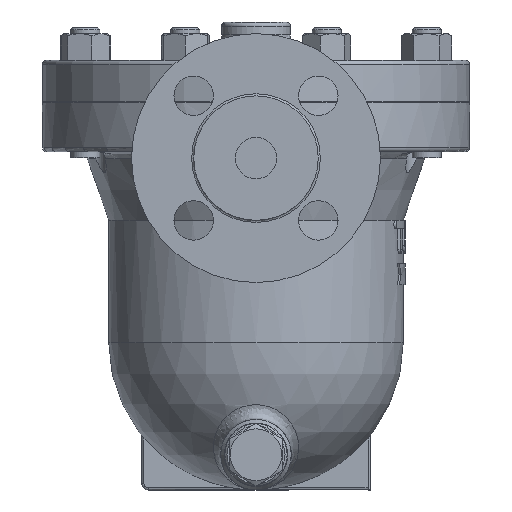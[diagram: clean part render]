
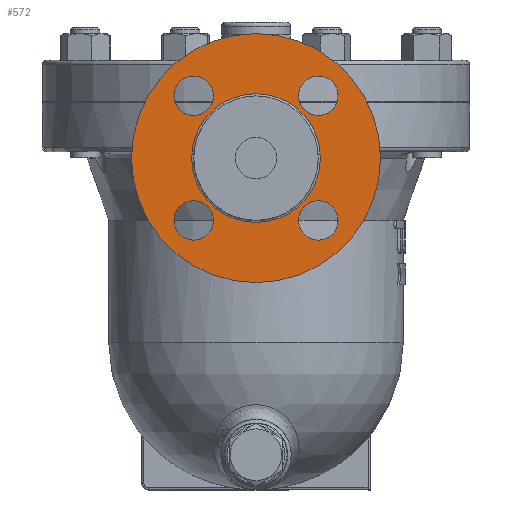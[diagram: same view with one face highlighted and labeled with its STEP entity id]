
A CAD part, left-side view. The second image highlights one B-rep face of the part: STEP entity #572.
In plain terms, the highlighted free-form (B-spline) face has degree [1, 1] with [2, 2] control points.
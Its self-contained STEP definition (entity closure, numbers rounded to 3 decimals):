
#426=CARTESIAN_POINT('',(-161.,0.0,57.));
#427=VERTEX_POINT('',#426);
#428=CARTESIAN_POINT('',(-161.,0.0,-3.));
#429=DIRECTION('',(-1.0,0.0,0.0));
#430=DIRECTION('',(0.0,0.0,1.0));
#431=AXIS2_PLACEMENT_3D('',#428,#429,#430);
#432=CIRCLE('',#431,60.0);
#433=EDGE_CURVE('',#427,#427,#432,.T.);
#494=CARTESIAN_POINT('',(-161.,0.,28.));
#495=VERTEX_POINT('',#494);
#496=CARTESIAN_POINT('',(-161.,0.0,-3.));
#497=DIRECTION('',(-1.0,0.0,0.0));
#498=DIRECTION('',(0.0,0.0,-1.0));
#499=AXIS2_PLACEMENT_3D('',#496,#497,#498);
#500=CIRCLE('',#499,31.0);
#501=EDGE_CURVE('',#495,#495,#500,.T.);
#517=CARTESIAN_POINT('',(-161.,60.0,57.));
#518=CARTESIAN_POINT('',(-161.,60.0,-63.));
#519=CARTESIAN_POINT('',(-161.,-60.0,57.));
#520=CARTESIAN_POINT('',(-161.,-60.0,-63.));
#521=B_SPLINE_SURFACE_WITH_KNOTS('',1,1,((#517,#519),(#518,#520)),.UNSPECIFIED.,.F.,.F.,.U.,(2,2),(2,2),(0.0,120.0),(0.0,120.0),.UNSPECIFIED.);
#522=ORIENTED_EDGE('',*,*,#433,.T.);
#523=EDGE_LOOP('',(#522));
#524=FACE_OUTER_BOUND('',#523,.T.);
#525=CARTESIAN_POINT('',(-161.,30.052,17.552));
#526=VERTEX_POINT('',#525);
#527=CARTESIAN_POINT('',(-161.,30.052,27.052));
#528=DIRECTION('',(1.0,0.0,0.0));
#529=DIRECTION('',(0.0,0.0,-1.0));
#530=AXIS2_PLACEMENT_3D('',#527,#528,#529);
#531=CIRCLE('',#530,9.5);
#532=EDGE_CURVE('',#526,#526,#531,.T.);
#533=ORIENTED_EDGE('',*,*,#532,.T.);
#534=EDGE_LOOP('',(#533));
#535=FACE_BOUND('',#534,.T.);
#536=CARTESIAN_POINT('',(-161.,20.552,-33.052));
#537=VERTEX_POINT('',#536);
#538=CARTESIAN_POINT('',(-161.,30.052,-33.052));
#539=DIRECTION('',(1.0,0.0,0.0));
#540=DIRECTION('',(0.0,-1.0,0.0));
#541=AXIS2_PLACEMENT_3D('',#538,#539,#540);
#542=CIRCLE('',#541,9.5);
#543=EDGE_CURVE('',#537,#537,#542,.T.);
#544=ORIENTED_EDGE('',*,*,#543,.T.);
#545=EDGE_LOOP('',(#544));
#546=FACE_BOUND('',#545,.T.);
#547=CARTESIAN_POINT('',(-161.,-30.052,-23.552));
#548=VERTEX_POINT('',#547);
#549=CARTESIAN_POINT('',(-161.,-30.052,-33.052));
#550=DIRECTION('',(1.0,0.0,0.0));
#551=DIRECTION('',(0.0,0.0,1.0));
#552=AXIS2_PLACEMENT_3D('',#549,#550,#551);
#553=CIRCLE('',#552,9.5);
#554=EDGE_CURVE('',#548,#548,#553,.T.);
#555=ORIENTED_EDGE('',*,*,#554,.T.);
#556=EDGE_LOOP('',(#555));
#557=FACE_BOUND('',#556,.T.);
#558=CARTESIAN_POINT('',(-161.,-20.552,27.052));
#559=VERTEX_POINT('',#558);
#560=CARTESIAN_POINT('',(-161.,-30.052,27.052));
#561=DIRECTION('',(1.0,0.0,0.0));
#562=DIRECTION('',(0.0,1.0,0.0));
#563=AXIS2_PLACEMENT_3D('',#560,#561,#562);
#564=CIRCLE('',#563,9.5);
#565=EDGE_CURVE('',#559,#559,#564,.T.);
#566=ORIENTED_EDGE('',*,*,#565,.T.);
#567=EDGE_LOOP('',(#566));
#568=FACE_BOUND('',#567,.T.);
#569=ORIENTED_EDGE('',*,*,#501,.F.);
#570=EDGE_LOOP('',(#569));
#571=FACE_BOUND('',#570,.T.);
#572=ADVANCED_FACE('',(#524,#535,#546,#557,#568,#571),#521,.T.);
